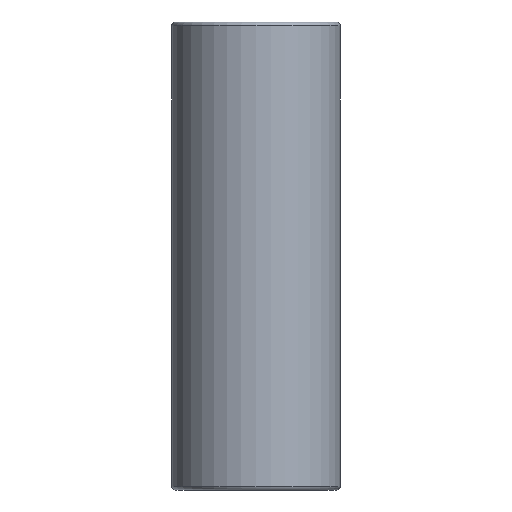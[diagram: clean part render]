
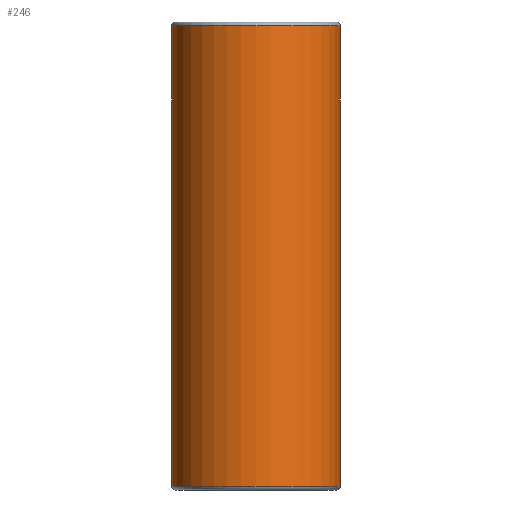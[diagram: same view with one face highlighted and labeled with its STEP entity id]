
A CAD part, front view. The second image highlights one B-rep face of the part: STEP entity #246.
In plain terms, the highlighted cylindrical face has radius 10.8 mm (diameter 21.6 mm), a full revolution.
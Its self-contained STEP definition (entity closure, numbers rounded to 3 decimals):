
#27=LINE('',#602,#36);
#28=LINE('',#604,#37);
#36=VECTOR('',#337,10.8);
#37=VECTOR('',#338,10.8);
#45=CIRCLE('',#286,10.8);
#46=CIRCLE('',#287,10.8);
#47=CIRCLE('',#288,10.8);
#64=CYLINDRICAL_SURFACE('',#285,10.8);
#71=FACE_OUTER_BOUND('',#87,.T.);
#87=EDGE_LOOP('',(#174,#175,#176,#177,#178,#179,#180,#181,#182,#183));
#108=ELLIPSE('',#284,12.031,10.8);
#109=ELLIPSE('',#289,28.222,10.8);
#110=ELLIPSE('',#290,28.222,10.8);
#113=VERTEX_POINT('',#595);
#114=VERTEX_POINT('',#596);
#115=VERTEX_POINT('',#600);
#116=VERTEX_POINT('',#603);
#117=VERTEX_POINT('',#605);
#118=VERTEX_POINT('',#608);
#137=EDGE_CURVE('',#114,#113,#108,.T.);
#138=EDGE_CURVE('',#115,#115,#45,.T.);
#139=EDGE_CURVE('',#115,#114,#27,.T.);
#140=EDGE_CURVE('',#114,#116,#28,.T.);
#141=EDGE_CURVE('',#117,#116,#46,.T.);
#142=EDGE_CURVE('',#116,#117,#47,.T.);
#143=EDGE_CURVE('',#114,#118,#109,.T.);
#144=EDGE_CURVE('',#118,#113,#110,.T.);
#174=ORIENTED_EDGE('',*,*,#138,.F.);
#175=ORIENTED_EDGE('',*,*,#139,.T.);
#176=ORIENTED_EDGE('',*,*,#140,.T.);
#177=ORIENTED_EDGE('',*,*,#141,.F.);
#178=ORIENTED_EDGE('',*,*,#142,.F.);
#179=ORIENTED_EDGE('',*,*,#140,.F.);
#180=ORIENTED_EDGE('',*,*,#143,.T.);
#181=ORIENTED_EDGE('',*,*,#144,.T.);
#182=ORIENTED_EDGE('',*,*,#137,.F.);
#183=ORIENTED_EDGE('',*,*,#139,.F.);
#246=ADVANCED_FACE('',(#71),#64,.T.);
#284=AXIS2_PLACEMENT_3D('',#598,#331,#332);
#285=AXIS2_PLACEMENT_3D('',#599,#333,#334);
#286=AXIS2_PLACEMENT_3D('',#601,#335,#336);
#287=AXIS2_PLACEMENT_3D('',#606,#339,#340);
#288=AXIS2_PLACEMENT_3D('',#607,#341,#342);
#289=AXIS2_PLACEMENT_3D('',#609,#343,#344);
#290=AXIS2_PLACEMENT_3D('',#610,#345,#346);
#331=DIRECTION('center_axis',(0.,0.441,-0.898));
#332=DIRECTION('ref_axis',(0.,0.898,0.441));
#333=DIRECTION('center_axis',(0.,0.,1.));
#334=DIRECTION('ref_axis',(1.,0.,0.));
#335=DIRECTION('center_axis',(0.,0.,1.));
#336=DIRECTION('ref_axis',(-1.,0.,0.));
#337=DIRECTION('',(0.,0.,-1.));
#338=DIRECTION('',(0.,0.,-1.));
#339=DIRECTION('center_axis',(0.,0.,-1.));
#340=DIRECTION('ref_axis',(-1.,0.,0.));
#341=DIRECTION('center_axis',(0.,0.,-1.));
#342=DIRECTION('ref_axis',(-1.,0.,0.));
#343=DIRECTION('center_axis',(0.,-0.924,-0.383));
#344=DIRECTION('ref_axis',(0.,-0.383,0.924));
#345=DIRECTION('center_axis',(0.,-0.924,-0.383));
#346=DIRECTION('ref_axis',(0.,-0.383,0.924));
#595=CARTESIAN_POINT('',(10.8,0.,0.));
#596=CARTESIAN_POINT('',(-10.8,0.,0.));
#598=CARTESIAN_POINT('Origin',(0.,0.,0.));
#599=CARTESIAN_POINT('Origin',(0.,0.,0.));
#600=CARTESIAN_POINT('',(-10.8,0.,19.));
#601=CARTESIAN_POINT('Origin',(0.,0.,19.));
#602=CARTESIAN_POINT('',(-10.8,0.,0.));
#603=CARTESIAN_POINT('',(-10.8,0.,-40.));
#604=CARTESIAN_POINT('',(-10.8,0.,0.));
#605=CARTESIAN_POINT('',(10.8,0.,-40.));
#606=CARTESIAN_POINT('Origin',(0.,0.,-40.));
#607=CARTESIAN_POINT('Origin',(0.,0.,-40.));
#608=CARTESIAN_POINT('',(0.,10.8,-26.074));
#609=CARTESIAN_POINT('Origin',(0.,0.,0.));
#610=CARTESIAN_POINT('Origin',(0.,0.,0.));
